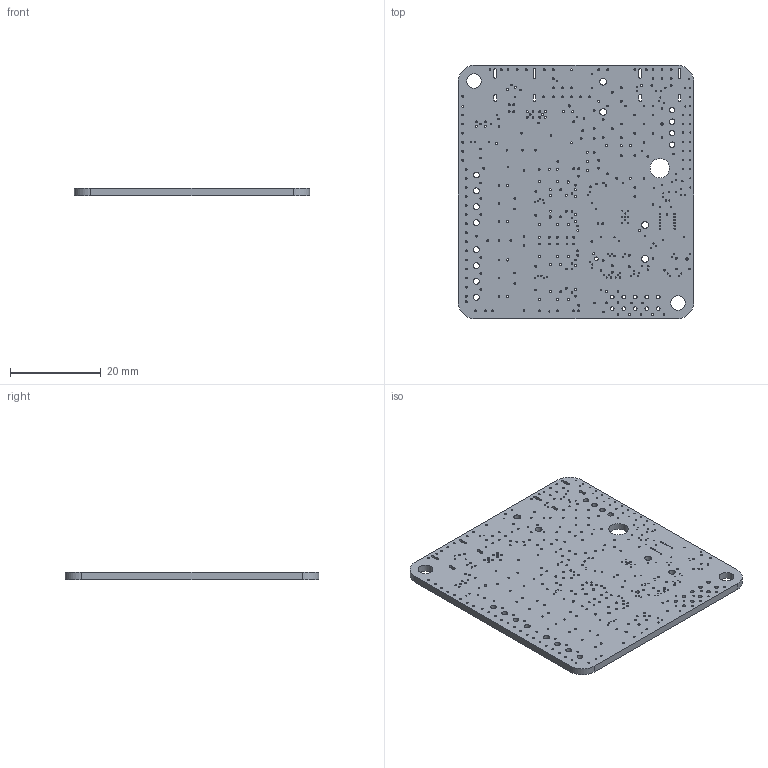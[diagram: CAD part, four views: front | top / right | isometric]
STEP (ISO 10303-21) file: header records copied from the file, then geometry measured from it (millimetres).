
FILE_DESCRIPTION(('Designed by EasyEDA Pro'),'2;1');
FILE_NAME('Open CASCADE Shape Model','2023-01-11T23:12:26',('Author'),( 'Open CASCADE'),'Open CASCADE STEP processor 7.6','Open CASCADE 7.6' ,'Unknown');
FILE_SCHEMA(('AUTOMOTIVE_DESIGN { 1 0 10303 214 1 1 1 1 }'));
Length unit declared in the file: millimetre
Products named in the file (2): PCBModel; COMPOUND
Assembly tree (1 placements, depth 2):
  PCBModel
    COMPOUND
Bounding box: 51.97 x 55.97 x 1.6 mm (x, y, z)
Volume: 4460.1 mm3; surface area: 6921.4 mm2
Topology: 1 solids, 1 shells, 490 faces, 1464 edges, 976 vertices
Faces by surface type: cylinder 468, plane 22
Full cylindrical faces by diameter (mm): 0.25 x136, 0.4 x258, 0.5 x23, 0.55 x1, 0.8 x11, 1.2 x4, 1.3 x8, 1.5 x4, 3.2 x2, 4.3 x1
Entity records: 22344 total; most frequent: DIRECTION 3384, CARTESIAN_POINT 2932, ORIENTED_EDGE 2928, EDGE_CURVE 1464, AXIS2_PLACEMENT_3D 1428, FACE_BOUND 1402, EDGE_LOOP 1402, VERTEX_POINT 976
